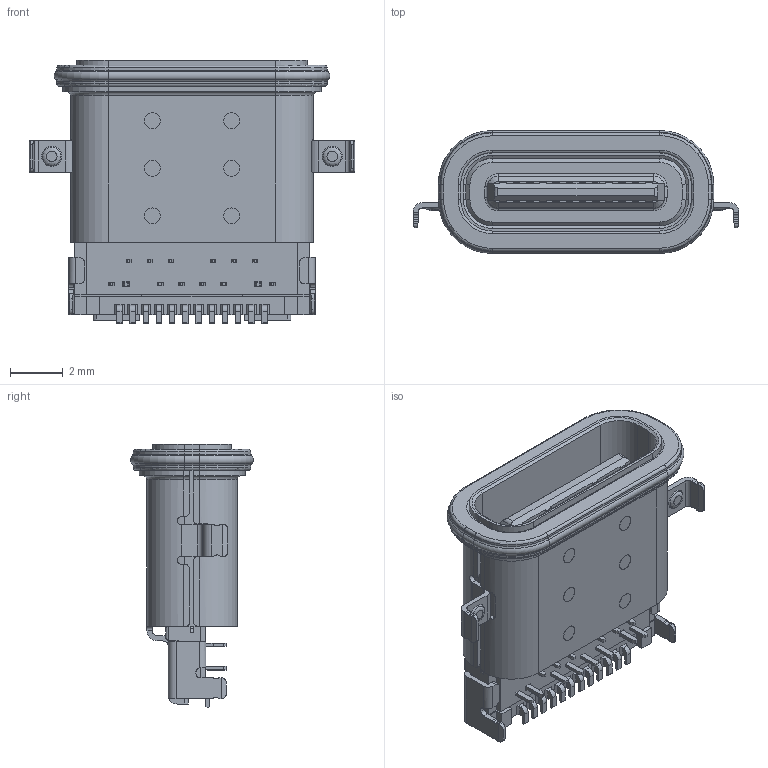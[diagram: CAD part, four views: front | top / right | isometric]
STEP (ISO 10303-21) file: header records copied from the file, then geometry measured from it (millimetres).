
FILE_DESCRIPTION(/* description */ (''),/* implementation_level */ '2;1');
FILE_NAME(/* name */ 'A738.stp',/* time_stamp */ '2022-10-24T16:41:19+08:00',/* author */ (''),/* organization */ (''),/* preprocessor_version */ 'ST-DEVELOPER v16',/* originating_system */ 'SIEMENS PLM Software NX 10.0',/* authorisation */ '');
FILE_SCHEMA (('AUTOMOTIVE_DESIGN { 1 0 10303 214 3 1 1 1 }'));
Length unit declared in the file: millimetre
Products named in the file (1): xue48645BE5o87u
Bounding box: 12.35 x 4.66 x 10 mm (x, y, z)
Volume: 162.3 mm3; surface area: 910.1 mm2
Topology: 2 solids, 60 shells, 1721 faces, 4479 edges, 2901 vertices
Faces by surface type: plane 1288, cylinder 344, torus 56, cone 30, bspline 3
Entity records: 53084 total; most frequent: CARTESIAN_POINT 10698, ORIENTED_EDGE 8938, DIRECTION 8445, EDGE_CURVE 4469, LINE 3531, VECTOR 3531, VERTEX_POINT 2901, AXIS2_PLACEMENT_3D 2457
